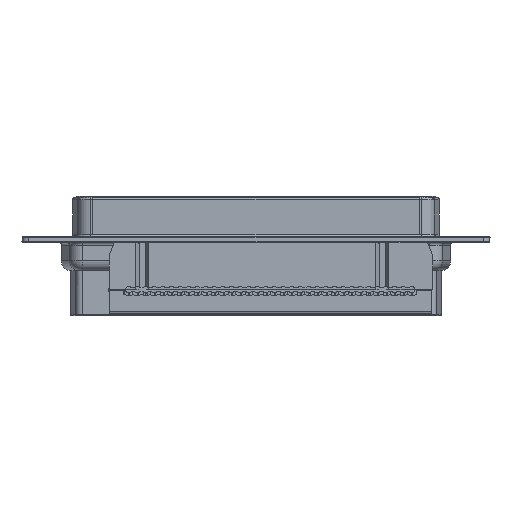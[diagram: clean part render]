
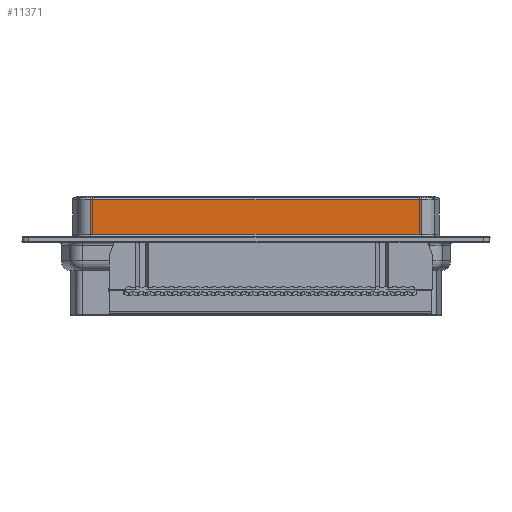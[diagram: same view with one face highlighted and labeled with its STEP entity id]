
A CAD part, front view. The second image highlights one B-rep face of the part: STEP entity #11371.
In plain terms, the highlighted face is planar.
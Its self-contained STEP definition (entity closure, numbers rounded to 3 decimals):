
#3513 = LINE ( 'NONE', #12183, #32071 ) ;
#6361 = CARTESIAN_POINT ( 'NONE',  ( -24.445, 6.3, 4. ) ) ;
#7592 = DIRECTION ( 'NONE',  ( -1., 0., 0. ) ) ;
#8052 = CARTESIAN_POINT ( 'NONE',  ( 24.445, 6.6, 4. ) ) ;
#8485 = EDGE_LOOP ( 'NONE', ( #21047, #12006, #40882, #12145 ) ) ;
#10014 = CARTESIAN_POINT ( 'NONE',  ( -24.445, 6.6, 4. ) ) ;
#10015 = EDGE_CURVE ( 'NONE', #33554, #60897, #19310, .T. ) ;
#11371 = ADVANCED_FACE ( 'NONE', ( #52894 ), #15183, .F. ) ;
#11397 = VECTOR ( 'NONE', #39577, 1000. ) ;
#12006 = ORIENTED_EDGE ( 'NONE', *, *, #19407, .T. ) ;
#12145 = ORIENTED_EDGE ( 'NONE', *, *, #28317, .T. ) ;
#12183 = CARTESIAN_POINT ( 'NONE',  ( -24.445, 6.3, 4. ) ) ;
#12288 = VERTEX_POINT ( 'NONE', #52385 ) ;
#15183 = PLANE ( 'NONE',  #28378 ) ;
#15568 = DIRECTION ( 'NONE',  ( 0., -1., 0. ) ) ;
#15775 = LINE ( 'NONE', #52058, #11397 ) ;
#16703 = DIRECTION ( 'NONE',  ( 0., 0., -1. ) ) ;
#19310 = LINE ( 'NONE', #10014, #51781 ) ;
#19407 = EDGE_CURVE ( 'NONE', #60897, #40853, #15775, .T. ) ;
#21047 = ORIENTED_EDGE ( 'NONE', *, *, #10015, .T. ) ;
#26942 = CARTESIAN_POINT ( 'NONE',  ( 24.445, 1.2, 4. ) ) ;
#28317 = EDGE_CURVE ( 'NONE', #12288, #33554, #3513, .T. ) ;
#28378 = AXIS2_PLACEMENT_3D ( 'NONE', #59388, #16703, #31827 ) ;
#31827 = DIRECTION ( 'NONE',  ( -1., 0., 0. ) ) ;
#32071 = VECTOR ( 'NONE', #7592, 1000. ) ;
#33554 = VERTEX_POINT ( 'NONE', #6361 ) ;
#34587 = VECTOR ( 'NONE', #15568, 1000. ) ;
#37268 = DIRECTION ( 'NONE',  ( 0., -1., 0. ) ) ;
#39541 = CARTESIAN_POINT ( 'NONE',  ( -24.445, 1.2, 4. ) ) ;
#39577 = DIRECTION ( 'NONE',  ( 1., 0., 0. ) ) ;
#40853 = VERTEX_POINT ( 'NONE', #26942 ) ;
#40882 = ORIENTED_EDGE ( 'NONE', *, *, #54871, .F. ) ;
#44012 = LINE ( 'NONE', #8052, #34587 ) ;
#51781 = VECTOR ( 'NONE', #37268, 1000. ) ;
#52058 = CARTESIAN_POINT ( 'NONE',  ( 24.445, 1.2, 4. ) ) ;
#52385 = CARTESIAN_POINT ( 'NONE',  ( 24.445, 6.3, 4. ) ) ;
#52894 = FACE_OUTER_BOUND ( 'NONE', #8485, .T. ) ;
#54871 = EDGE_CURVE ( 'NONE', #12288, #40853, #44012, .T. ) ;
#59388 = CARTESIAN_POINT ( 'NONE',  ( -24.445, 6.6, 4. ) ) ;
#60897 = VERTEX_POINT ( 'NONE', #39541 ) ;
